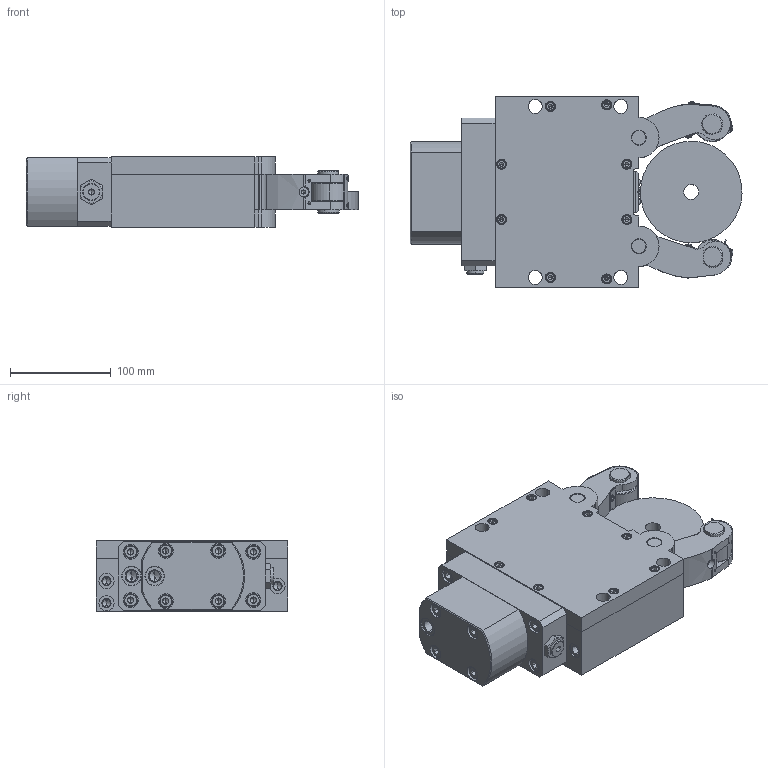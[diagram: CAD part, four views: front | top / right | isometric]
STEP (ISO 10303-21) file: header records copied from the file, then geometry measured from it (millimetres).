
FILE_DESCRIPTION (( 'STEP AP203' ), '1' );
FILE_NAME ('CF-SR-02.STEP', '2022-08-24T05:02:48', ( '' ), ( '' ), 'SwSTEP 2.0', 'SolidWorks 2020', '' );
FILE_SCHEMA (( 'CONFIG_CONTROL_DESIGN' ));
Length unit declared in the file: millimetre
Products named in the file (28): CF-SR-02-21000; CF-SR-02-05000鏡射; CF-SR-02-28000; CF-SR-02-03000; CF-SR-02-22000; 滾子從動軸承_NURT 15; CF-SR-02-29000; CF-SR-02-06000; CF-SR-02-31000; 錐平頭六角孔螺栓_M6x12; CF-SR-02-27000; CF-SR-02-11000; CF-SR-02-23000; 圓頭內六角螺栓_M5x20; CF-SR-02-30000; CF-SR-02-12000; CF-SR-02-25000; 圓頭內六角螺栓_M8x35; 工件(SR-02); CF-SR-02-20000; CF-SR-02-26000; 圓頭內六角螺栓_M8x60; CF-SR-02; CF-SR-02-01000; CF-SR-02-18000; CF-SR-02-17000; 帶法蘭六角孔螺栓_M3x6; CF-SR-02-04000
Assembly tree (63 placements, depth 2):
  CF-SR-02
    CF-SR-02-01000
    CF-SR-02-04000
    CF-SR-02-03000
    CF-SR-02-06000  x2
    CF-SR-02-11000  x2
    CF-SR-02-12000  x2
    CF-SR-02-20000
    CF-SR-02-18000
    CF-SR-02-21000
    CF-SR-02-22000
    CF-SR-02-31000
    CF-SR-02-23000  x4
    CF-SR-02-25000
    CF-SR-02-26000
    CF-SR-02-17000
    CF-SR-02-05000鏡射
    滾子從動軸承_NURT 15  x3
    錐平頭六角孔螺栓_M6x12  x2
    圓頭內六角螺栓_M5x20  x8
    圓頭內六角螺栓_M8x35  x4
    圓頭內六角螺栓_M8x60  x4
    帶法蘭六角孔螺栓_M3x6  x14
    CF-SR-02-28000
    CF-SR-02-29000
    CF-SR-02-27000  x2
    CF-SR-02-30000
    工件(SR-02)
Bounding box: 329.99 x 190 x 70 mm (x, y, z)
Volume: 2913157.6 mm3; surface area: 439903.5 mm2
Topology: 63 solids, 63 shells, 1882 faces, 4370 edges, 2621 vertices
Faces by surface type: plane 840, cylinder 587, cone 375, torus 80
Entity records: 33077 total; most frequent: CARTESIAN_POINT 5672, DIRECTION 5263, ORIENTED_EDGE 4524, EDGE_CURVE 2262, AXIS2_PLACEMENT_3D 2027, VERTEX_POINT 1440, VECTOR 1209, LINE 1209
